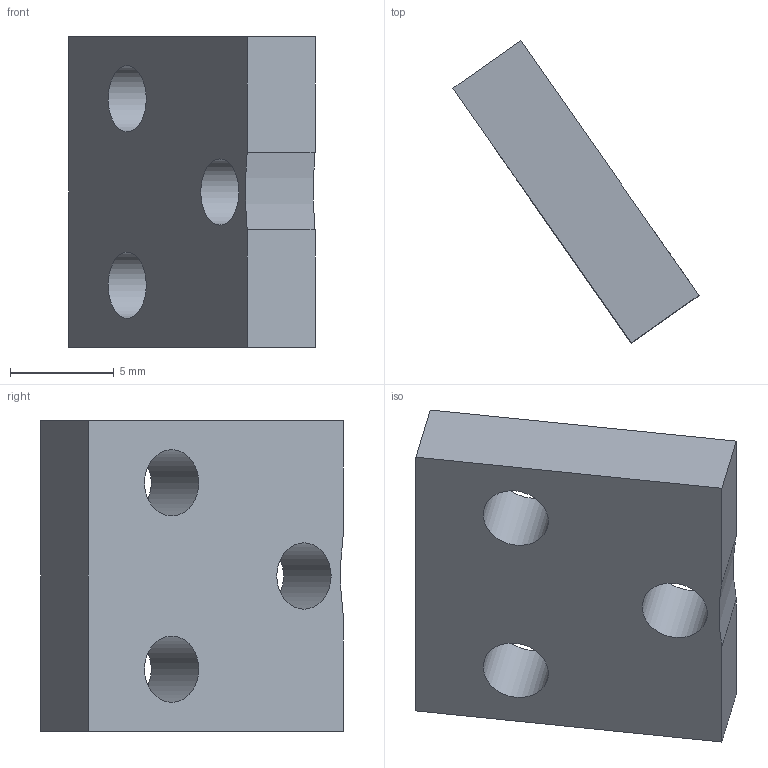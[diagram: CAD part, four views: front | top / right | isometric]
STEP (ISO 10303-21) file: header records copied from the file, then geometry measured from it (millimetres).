
FILE_DESCRIPTION(/* description */ (''),/* implementation_level */ '2;1');
FILE_NAME(/* name */ '20_Cube_Insert_Mirror_Stairs_fixed_varspacer1_v3.ipt.step',/* time_stamp */ '2022-11-29T08:07:19+01:00',/* author */ ('diederichbenedict'),/* organization */ (''),/* preprocessor_version */ 'ST-DEVELOPER v18.1',/* originating_system */ 'Autodesk Inventor 2022',/* authorisation */ '');
FILE_SCHEMA (('AUTOMOTIVE_DESIGN { 1 0 10303 214 3 1 1 }'));
Length unit declared in the file: millimetre
Products named in the file (1): 20_Cube_Insert_Mirror_Stairs_fixed_varspacer1_v3
Bounding box: 11.88 x 14.58 x 15 mm (x, y, z)
Volume: 802 mm3; surface area: 761.7 mm2
Topology: 1 solids, 1 shells, 11 faces, 27 edges, 18 vertices
Faces by surface type: plane 7, cylinder 3, bspline 1
Full cylindrical faces by diameter (mm): 3.2 x3
Entity records: 383 total; most frequent: CARTESIAN_POINT 62, DIRECTION 57, ORIENTED_EDGE 54, EDGE_CURVE 27, LINE 19, VECTOR 19, AXIS2_PLACEMENT_3D 19, VERTEX_POINT 18
